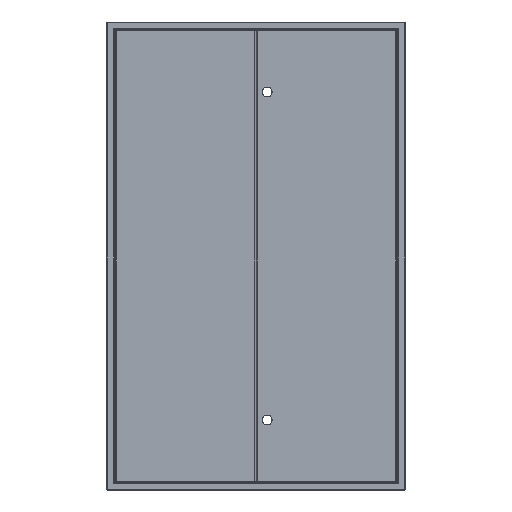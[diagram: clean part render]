
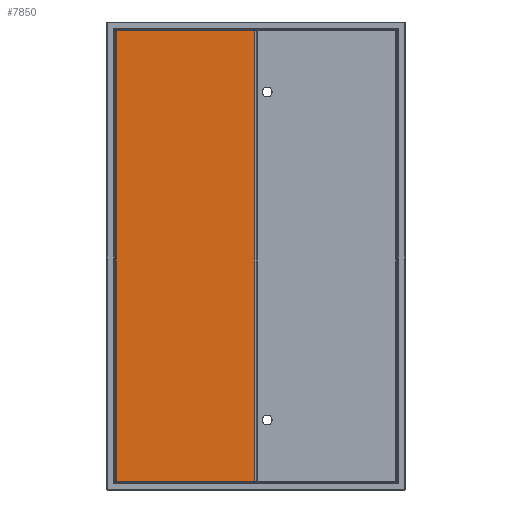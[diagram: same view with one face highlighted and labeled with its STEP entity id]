
A CAD part, top view. The second image highlights one B-rep face of the part: STEP entity #7850.
In plain terms, the highlighted planar face has unit normal (0, 0, 1).
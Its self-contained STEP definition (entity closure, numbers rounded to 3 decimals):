
#1045 = AXIS2_PLACEMENT_3D ( 'NONE', #26381, #2489, #7127 ) ;
#2065 = ORIENTED_EDGE ( 'NONE', *, *, #8951, .T. ) ;
#2234 = DIRECTION ( 'NONE',  ( 0., -1., 0. ) ) ;
#2489 = DIRECTION ( 'NONE',  ( 0., 0., 1. ) ) ;
#3713 = VECTOR ( 'NONE', #2234, 1000. ) ;
#4556 = VECTOR ( 'NONE', #24118, 1000. ) ;
#4709 = VERTEX_POINT ( 'NONE', #24474 ) ;
#5480 = ORIENTED_EDGE ( 'NONE', *, *, #7337, .T. ) ;
#6025 = LINE ( 'NONE', #16991, #3713 ) ;
#7127 = DIRECTION ( 'NONE',  ( 1., 0., 0. ) ) ;
#7337 = EDGE_CURVE ( 'NONE', #18728, #22546, #6025, .T. ) ;
#7850 = ADVANCED_FACE ( 'NONE', ( #21599 ), #25957, .T. ) ;
#8497 = EDGE_CURVE ( 'NONE', #4709, #26124, #22555, .T. ) ;
#8951 = EDGE_CURVE ( 'NONE', #22546, #4709, #18839, .T. ) ;
#9338 = DIRECTION ( 'NONE',  ( 0., 1., 0. ) ) ;
#10368 = CARTESIAN_POINT ( 'NONE',  ( 2.207, -1546.5, 0. ) ) ;
#12153 = CARTESIAN_POINT ( 'NONE',  ( 2.5, -2.5, 0. ) ) ;
#12596 = EDGE_CURVE ( 'NONE', #26124, #18728, #24381, .T. ) ;
#13623 = VECTOR ( 'NONE', #9338, 1000. ) ;
#14101 = CARTESIAN_POINT ( 'NONE',  ( 477.5, -1546.5, 0. ) ) ;
#16991 = CARTESIAN_POINT ( 'NONE',  ( 2.5, -2.207, 0. ) ) ;
#18728 = VERTEX_POINT ( 'NONE', #12153 ) ;
#18762 = CARTESIAN_POINT ( 'NONE',  ( 2.5, -1546.5, 0. ) ) ;
#18839 = LINE ( 'NONE', #10368, #19941 ) ;
#18969 = ORIENTED_EDGE ( 'NONE', *, *, #8497, .T. ) ;
#19941 = VECTOR ( 'NONE', #26986, 1000. ) ;
#21599 = FACE_OUTER_BOUND ( 'NONE', #23480, .T. ) ;
#22546 = VERTEX_POINT ( 'NONE', #18762 ) ;
#22555 = LINE ( 'NONE', #14101, #13623 ) ;
#22740 = CARTESIAN_POINT ( 'NONE',  ( 477.5, -2.5, 0. ) ) ;
#23480 = EDGE_LOOP ( 'NONE', ( #2065, #18969, #26392, #5480 ) ) ;
#24118 = DIRECTION ( 'NONE',  ( -1., 0., 0. ) ) ;
#24381 = LINE ( 'NONE', #26623, #4556 ) ;
#24474 = CARTESIAN_POINT ( 'NONE',  ( 477.5, -1546.5, 0. ) ) ;
#25957 = PLANE ( 'NONE',  #1045 ) ;
#26124 = VERTEX_POINT ( 'NONE', #22740 ) ;
#26381 = CARTESIAN_POINT ( 'NONE',  ( 0., 0., 0. ) ) ;
#26392 = ORIENTED_EDGE ( 'NONE', *, *, #12596, .T. ) ;
#26623 = CARTESIAN_POINT ( 'NONE',  ( 480., -2.5, 0. ) ) ;
#26986 = DIRECTION ( 'NONE',  ( 1., 0., 0. ) ) ;
